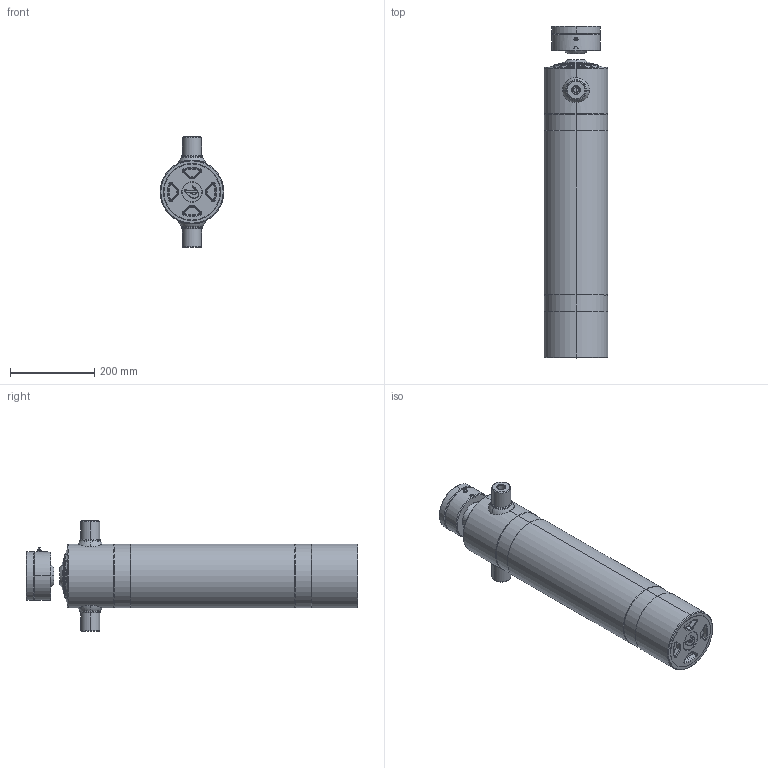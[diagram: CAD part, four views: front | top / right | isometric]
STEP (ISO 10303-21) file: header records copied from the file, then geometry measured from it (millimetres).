
FILE_DESCRIPTION (( 'STEP AP203' ), '1' );
FILE_NAME ('451.HR.STEP', '2023-09-13T06:24:55', ( '' ), ( '' ), 'SwSTEP 2.0', 'SolidWorks 2021', '' );
FILE_SCHEMA (( 'CONFIG_CONTROL_DESIGN' ));
Length unit declared in the file: millimetre
Products named in the file (1): 451.HR
Bounding box: 151.5 x 786 x 260.5 mm (x, y, z)
Surface area: 1215376.4 mm2 (no closed solid volume)
Topology: 0 solids, 20 shells, 285 faces, 738 edges, 468 vertices
Faces by surface type: cone 81, cylinder 78, torus 76, plane 43, bspline 5, sphere 2
Entity records: 10259 total; most frequent: CARTESIAN_POINT 3140, DIRECTION 1676, ORIENTED_EDGE 1282, EDGE_CURVE 733, AXIS2_PLACEMENT_3D 714, VERTEX_POINT 465, CIRCLE 433, EDGE_LOOP 305
